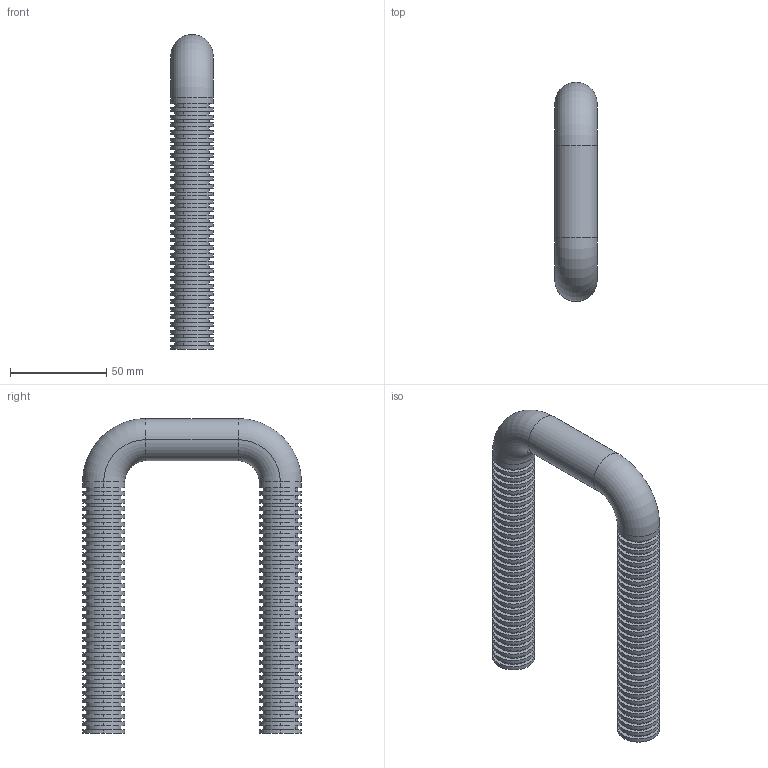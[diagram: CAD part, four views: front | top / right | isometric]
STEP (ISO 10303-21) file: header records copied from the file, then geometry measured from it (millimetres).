
FILE_DESCRIPTION(('CATIA V5 STEP Exchange'),'2;1');
FILE_NAME('U-bolt.stp','2023-03-08T18:35:05+00:00',('none'),('none'),'CATIA Version 5 Release 20 GA (IN-10)','CATIA V5 STEP AP203','none');
FILE_SCHEMA(('CONFIG_CONTROL_DESIGN'));
Length unit declared in the file: millimetre
Products named in the file (1): U-bolt
Bounding box: 22 x 114 x 164 mm (x, y, z)
Volume: 128029.1 mm3; surface area: 41439.3 mm2
Topology: 1 solids, 1 shells, 396 faces, 790 edges, 524 vertices
Faces by surface type: cylinder 262, plane 130, torus 4
Entity records: 8742 total; most frequent: ORIENTED_EDGE 1580, CARTESIAN_POINT 1449, DIRECTION 1058, EDGE_CURVE 790, AXIS2_PLACEMENT_3D 663, CIRCLE 528, EDGE_LOOP 524, VERTEX_POINT 524
